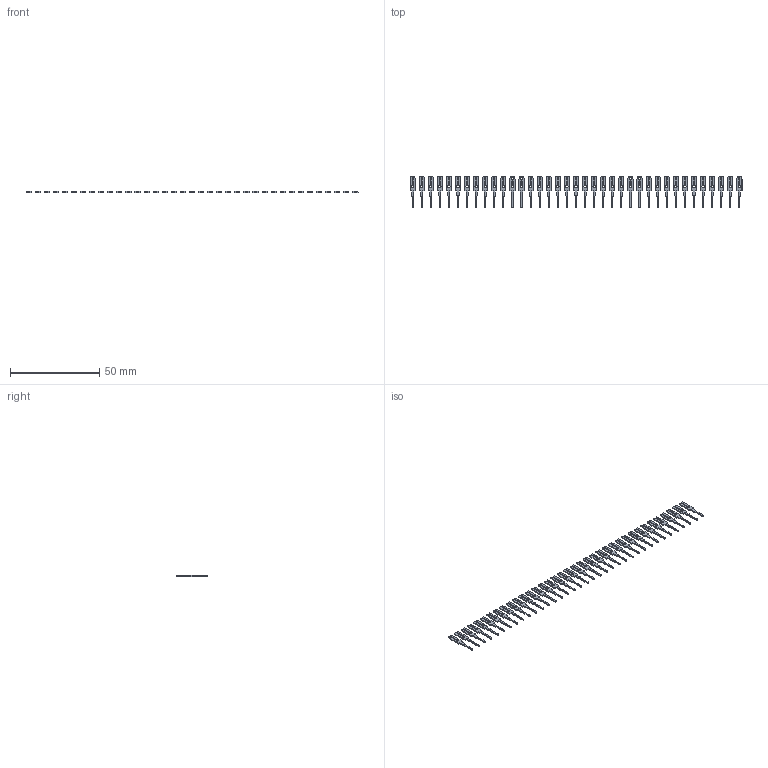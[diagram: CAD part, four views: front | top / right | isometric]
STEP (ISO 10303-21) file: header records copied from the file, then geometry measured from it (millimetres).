
FILE_DESCRIPTION (( 'STEP AP203' ), '1' );
FILE_NAME ('103-037-251-200.STEP', '2020-04-09T21:05:43', ( '' ), ( '' ), 'SwSTEP 2.0', 'SolidWorks 2016', '' );
FILE_SCHEMA (( 'CONFIG_CONTROL_DESIGN' ));
Length unit declared in the file: inch
Products named in the file (2): 100-290-001_100-290-251; 103-037-251-200
Assembly tree (37 placements, depth 2):
  103-037-251-200
    100-290-001_100-290-251  x37
Bounding box: 185.8 x 17.91 x 0.66 mm (x, y, z)
Volume: 676.5 mm3; surface area: 3325.1 mm2
Topology: 37 solids, 37 shells, 1036 faces, 2886 edges, 1924 vertices
Faces by surface type: plane 814, cylinder 222
Entity records: 2246 total; most frequent: DIRECTION 222, CARTESIAN_POINT 210, ORIENTED_EDGE 156, COORDINATED_UNIVERSAL_TIME_OFFSET 84, LOCAL_TIME 84, DATE_AND_TIME 84, CALENDAR_DATE 84, AXIS2_PLACEMENT_3D 80
